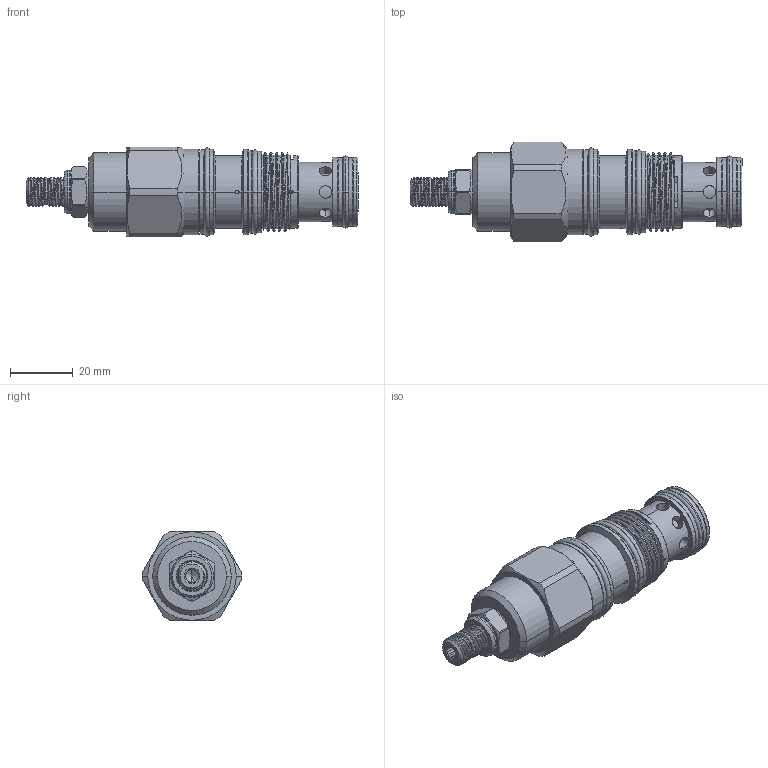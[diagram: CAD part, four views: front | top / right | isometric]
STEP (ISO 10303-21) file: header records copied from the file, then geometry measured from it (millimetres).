
FILE_DESCRIPTION (( 'STEP AP203' ), '1' );
FILE_NAME ('RV2A30-L.STEP', '2016-08-05T02:05:42', ( '' ), ( '' ), 'SwSTEP 2.0', 'SolidWorks 2012', '' );
FILE_SCHEMA (( 'CONFIG_CONTROL_DESIGN' ));
Length unit declared in the file: millimetre
Products named in the file (1): RV2A30-L
Bounding box: 105.81 x 31.8 x 28.57 mm (x, y, z)
Volume: 42215.1 mm3; surface area: 16737 mm2
Topology: 7 solids, 7 shells, 388 faces, 948 edges, 598 vertices
Faces by surface type: cylinder 214, plane 69, cone 50, torus 42, bspline 13
Entity records: 21057 total; most frequent: CARTESIAN_POINT 12452, ORIENTED_EDGE 1888, DIRECTION 1708, EDGE_CURVE 944, AXIS2_PLACEMENT_3D 707, VERTEX_POINT 598, EDGE_LOOP 424, ADVANCED_FACE 388
